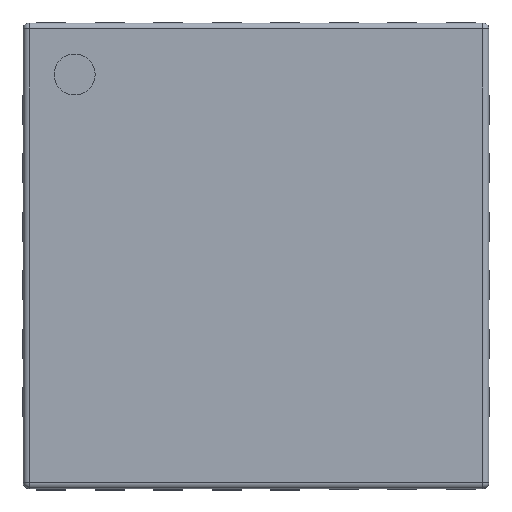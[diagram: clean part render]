
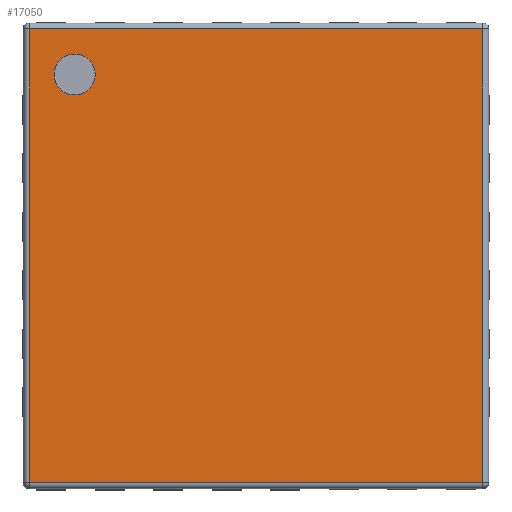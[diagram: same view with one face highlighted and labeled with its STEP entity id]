
A CAD part, top view. The second image highlights one B-rep face of the part: STEP entity #17050.
In plain terms, the highlighted planar face has unit normal (0, 0, 1).
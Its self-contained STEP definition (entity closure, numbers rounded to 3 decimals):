
#4727 = CYLINDRICAL_SURFACE('',#4728,0.05);
#4728 = AXIS2_PLACEMENT_3D('',#4729,#4730,#4731);
#4729 = CARTESIAN_POINT('',(1.94,-1.94,0.83));
#4730 = DIRECTION('',(0.,1.,0.));
#4731 = DIRECTION('',(0.,0.,1.));
#14511 = VERTEX_POINT('',#14512);
#14512 = CARTESIAN_POINT('',(1.94,-1.94,0.88));
#14534 = VERTEX_POINT('',#14535);
#14535 = CARTESIAN_POINT('',(1.94,1.94,0.88));
#14560 = EDGE_CURVE('',#14511,#14534,#14561,.T.);
#14561 = SURFACE_CURVE('',#14562,(#14566,#14573),.PCURVE_S1.);
#14562 = LINE('',#14563,#14564);
#14563 = CARTESIAN_POINT('',(1.94,-1.94,0.88));
#14564 = VECTOR('',#14565,1.);
#14565 = DIRECTION('',(0.,1.,0.));
#14566 = PCURVE('',#4727,#14567);
#14567 = DEFINITIONAL_REPRESENTATION('',(#14568),#14572);
#14568 = LINE('',#14569,#14570);
#14569 = CARTESIAN_POINT('',(0.,0.));
#14570 = VECTOR('',#14571,1.);
#14571 = DIRECTION('',(0.,1.));
#14572 = ( GEOMETRIC_REPRESENTATION_CONTEXT(2) 
PARAMETRIC_REPRESENTATION_CONTEXT() REPRESENTATION_CONTEXT('2D SPACE',''
  ) );
#14573 = PCURVE('',#14574,#14579);
#14574 = PLANE('',#14575);
#14575 = AXIS2_PLACEMENT_3D('',#14576,#14577,#14578);
#14576 = CARTESIAN_POINT('',(-1.99,-1.99,0.88));
#14577 = DIRECTION('',(0.,0.,1.));
#14578 = DIRECTION('',(1.,0.,0.));
#14579 = DEFINITIONAL_REPRESENTATION('',(#14580),#14584);
#14580 = LINE('',#14581,#14582);
#14581 = CARTESIAN_POINT('',(3.93,0.05));
#14582 = VECTOR('',#14583,1.);
#14583 = DIRECTION('',(0.,1.));
#14584 = ( GEOMETRIC_REPRESENTATION_CONTEXT(2) 
PARAMETRIC_REPRESENTATION_CONTEXT() REPRESENTATION_CONTEXT('2D SPACE',''
  ) );
#14890 = CYLINDRICAL_SURFACE('',#14891,0.05);
#14891 = AXIS2_PLACEMENT_3D('',#14892,#14893,#14894);
#14892 = CARTESIAN_POINT('',(-1.94,1.94,0.83));
#14893 = DIRECTION('',(-0.,-1.,-0.));
#14894 = DIRECTION('',(-1.,0.,0.));
#15178 = CYLINDRICAL_SURFACE('',#15179,0.05);
#15179 = AXIS2_PLACEMENT_3D('',#15180,#15181,#15182);
#15180 = CARTESIAN_POINT('',(-1.99,-1.94,0.83));
#15181 = DIRECTION('',(1.,0.,0.));
#15182 = DIRECTION('',(0.,-1.,0.));
#16323 = CYLINDRICAL_SURFACE('',#16324,0.05);
#16324 = AXIS2_PLACEMENT_3D('',#16325,#16326,#16327);
#16325 = CARTESIAN_POINT('',(-1.99,1.94,0.83));
#16326 = DIRECTION('',(1.,0.,0.));
#16327 = DIRECTION('',(0.,1.,0.));
#17050 = ADVANCED_FACE('',(#17051,#17121),#14574,.T.);
#17051 = FACE_BOUND('',#17052,.T.);
#17052 = EDGE_LOOP('',(#17053,#17076,#17077,#17100));
#17053 = ORIENTED_EDGE('',*,*,#17054,.T.);
#17054 = EDGE_CURVE('',#17055,#14511,#17057,.T.);
#17055 = VERTEX_POINT('',#17056);
#17056 = CARTESIAN_POINT('',(-1.94,-1.94,0.88));
#17057 = SURFACE_CURVE('',#17058,(#17062,#17069),.PCURVE_S1.);
#17058 = LINE('',#17059,#17060);
#17059 = CARTESIAN_POINT('',(-1.99,-1.94,0.88));
#17060 = VECTOR('',#17061,1.);
#17061 = DIRECTION('',(1.,0.,0.));
#17062 = PCURVE('',#14574,#17063);
#17063 = DEFINITIONAL_REPRESENTATION('',(#17064),#17068);
#17064 = LINE('',#17065,#17066);
#17065 = CARTESIAN_POINT('',(0.,0.05));
#17066 = VECTOR('',#17067,1.);
#17067 = DIRECTION('',(1.,0.));
#17068 = ( GEOMETRIC_REPRESENTATION_CONTEXT(2) 
PARAMETRIC_REPRESENTATION_CONTEXT() REPRESENTATION_CONTEXT('2D SPACE',''
  ) );
#17069 = PCURVE('',#15178,#17070);
#17070 = DEFINITIONAL_REPRESENTATION('',(#17071),#17075);
#17071 = LINE('',#17072,#17073);
#17072 = CARTESIAN_POINT('',(-1.571,0.));
#17073 = VECTOR('',#17074,1.);
#17074 = DIRECTION('',(-0.,1.));
#17075 = ( GEOMETRIC_REPRESENTATION_CONTEXT(2) 
PARAMETRIC_REPRESENTATION_CONTEXT() REPRESENTATION_CONTEXT('2D SPACE',''
  ) );
#17076 = ORIENTED_EDGE('',*,*,#14560,.T.);
#17077 = ORIENTED_EDGE('',*,*,#17078,.F.);
#17078 = EDGE_CURVE('',#17079,#14534,#17081,.T.);
#17079 = VERTEX_POINT('',#17080);
#17080 = CARTESIAN_POINT('',(-1.94,1.94,0.88));
#17081 = SURFACE_CURVE('',#17082,(#17086,#17093),.PCURVE_S1.);
#17082 = LINE('',#17083,#17084);
#17083 = CARTESIAN_POINT('',(-1.99,1.94,0.88));
#17084 = VECTOR('',#17085,1.);
#17085 = DIRECTION('',(1.,0.,0.));
#17086 = PCURVE('',#14574,#17087);
#17087 = DEFINITIONAL_REPRESENTATION('',(#17088),#17092);
#17088 = LINE('',#17089,#17090);
#17089 = CARTESIAN_POINT('',(0.,3.93));
#17090 = VECTOR('',#17091,1.);
#17091 = DIRECTION('',(1.,0.));
#17092 = ( GEOMETRIC_REPRESENTATION_CONTEXT(2) 
PARAMETRIC_REPRESENTATION_CONTEXT() REPRESENTATION_CONTEXT('2D SPACE',''
  ) );
#17093 = PCURVE('',#16323,#17094);
#17094 = DEFINITIONAL_REPRESENTATION('',(#17095),#17099);
#17095 = LINE('',#17096,#17097);
#17096 = CARTESIAN_POINT('',(1.571,0.));
#17097 = VECTOR('',#17098,1.);
#17098 = DIRECTION('',(0.,1.));
#17099 = ( GEOMETRIC_REPRESENTATION_CONTEXT(2) 
PARAMETRIC_REPRESENTATION_CONTEXT() REPRESENTATION_CONTEXT('2D SPACE',''
  ) );
#17100 = ORIENTED_EDGE('',*,*,#17101,.T.);
#17101 = EDGE_CURVE('',#17079,#17055,#17102,.T.);
#17102 = SURFACE_CURVE('',#17103,(#17107,#17114),.PCURVE_S1.);
#17103 = LINE('',#17104,#17105);
#17104 = CARTESIAN_POINT('',(-1.94,1.94,0.88));
#17105 = VECTOR('',#17106,1.);
#17106 = DIRECTION('',(-0.,-1.,-0.));
#17107 = PCURVE('',#14574,#17108);
#17108 = DEFINITIONAL_REPRESENTATION('',(#17109),#17113);
#17109 = LINE('',#17110,#17111);
#17110 = CARTESIAN_POINT('',(0.05,3.93));
#17111 = VECTOR('',#17112,1.);
#17112 = DIRECTION('',(-0.,-1.));
#17113 = ( GEOMETRIC_REPRESENTATION_CONTEXT(2) 
PARAMETRIC_REPRESENTATION_CONTEXT() REPRESENTATION_CONTEXT('2D SPACE',''
  ) );
#17114 = PCURVE('',#14890,#17115);
#17115 = DEFINITIONAL_REPRESENTATION('',(#17116),#17120);
#17116 = LINE('',#17117,#17118);
#17117 = CARTESIAN_POINT('',(-1.571,0.));
#17118 = VECTOR('',#17119,1.);
#17119 = DIRECTION('',(-0.,1.));
#17120 = ( GEOMETRIC_REPRESENTATION_CONTEXT(2) 
PARAMETRIC_REPRESENTATION_CONTEXT() REPRESENTATION_CONTEXT('2D SPACE',''
  ) );
#17121 = FACE_BOUND('',#17122,.T.);
#17122 = EDGE_LOOP('',(#17123));
#17123 = ORIENTED_EDGE('',*,*,#17124,.F.);
#17124 = EDGE_CURVE('',#17125,#17125,#17127,.T.);
#17125 = VERTEX_POINT('',#17126);
#17126 = CARTESIAN_POINT('',(-1.375,-1.55,0.88));
#17127 = SURFACE_CURVE('',#17128,(#17133,#17140),.PCURVE_S1.);
#17128 = CIRCLE('',#17129,0.175);
#17129 = AXIS2_PLACEMENT_3D('',#17130,#17131,#17132);
#17130 = CARTESIAN_POINT('',(-1.55,-1.55,0.88));
#17131 = DIRECTION('',(0.,0.,1.));
#17132 = DIRECTION('',(1.,0.,0.));
#17133 = PCURVE('',#14574,#17134);
#17134 = DEFINITIONAL_REPRESENTATION('',(#17135),#17139);
#17135 = CIRCLE('',#17136,0.175);
#17136 = AXIS2_PLACEMENT_2D('',#17137,#17138);
#17137 = CARTESIAN_POINT('',(0.44,0.44));
#17138 = DIRECTION('',(1.,0.));
#17139 = ( GEOMETRIC_REPRESENTATION_CONTEXT(2) 
PARAMETRIC_REPRESENTATION_CONTEXT() REPRESENTATION_CONTEXT('2D SPACE',''
  ) );
#17140 = PCURVE('',#17141,#17146);
#17141 = CYLINDRICAL_SURFACE('',#17142,0.175);
#17142 = AXIS2_PLACEMENT_3D('',#17143,#17144,#17145);
#17143 = CARTESIAN_POINT('',(-1.55,-1.55,0.88));
#17144 = DIRECTION('',(-0.,-0.,-1.));
#17145 = DIRECTION('',(1.,0.,0.));
#17146 = DEFINITIONAL_REPRESENTATION('',(#17147),#17151);
#17147 = LINE('',#17148,#17149);
#17148 = CARTESIAN_POINT('',(-0.,0.));
#17149 = VECTOR('',#17150,1.);
#17150 = DIRECTION('',(-1.,0.));
#17151 = ( GEOMETRIC_REPRESENTATION_CONTEXT(2) 
PARAMETRIC_REPRESENTATION_CONTEXT() REPRESENTATION_CONTEXT('2D SPACE',''
  ) );
